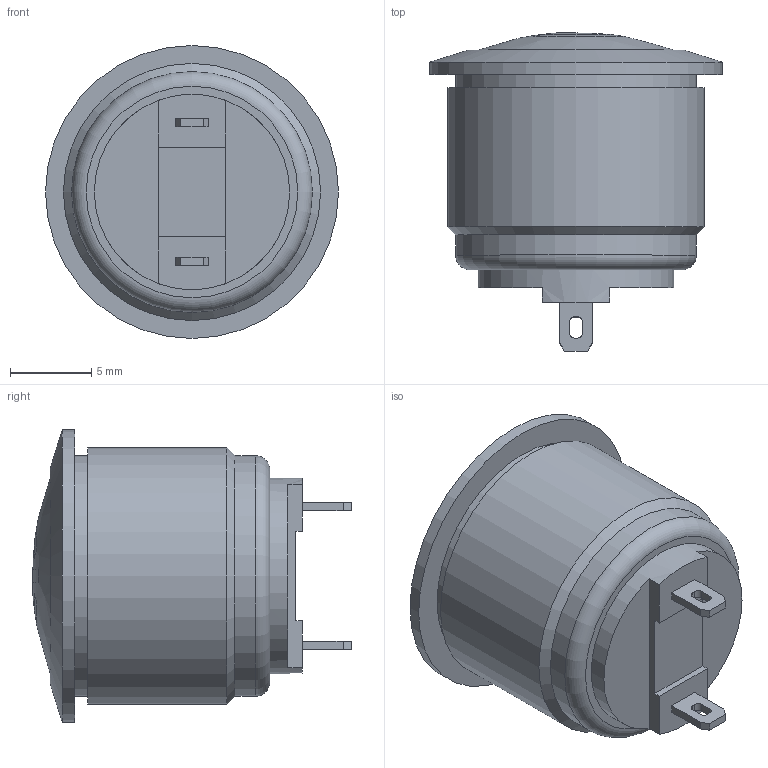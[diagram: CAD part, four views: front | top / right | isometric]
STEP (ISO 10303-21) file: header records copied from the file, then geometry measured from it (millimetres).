
FILE_DESCRIPTION(/* description */ (''),/* implementation_level */ '2;1');
FILE_NAME(/* name */ 'PV2S240xx-M01.stp',/* time_stamp */ '2018-09-13T14:34:29-05:00',/* author */ ('mroman'),/* organization */ (''),/* preprocessor_version */ 'ST-DEVELOPER v17',/* originating_system */ 'Autodesk Inventor 2018',/* authorisation */ '');
FILE_SCHEMA (('AUTOMOTIVE_DESIGN { 1 0 10303 214 3 1 1 }'));
Length unit declared in the file: millimetre
Products named in the file (1): PV2S240xx-M01
Bounding box: 18 x 19.57 x 18 mm (x, y, z)
Volume: 1768.3 mm3; surface area: 1831.7 mm2
Topology: 1 solids, 2 shells, 67 faces, 171 edges, 117 vertices
Faces by surface type: plane 43, cylinder 17, sphere 4, cone 2, torus 1
Full cylindrical faces by diameter (mm): 11 x1, 12 x2, 14.8 x2, 15.8 x1, 18 x1
Entity records: 2108 total; most frequent: DIRECTION 373, CARTESIAN_POINT 356, ORIENTED_EDGE 342, EDGE_CURVE 171, AXIS2_PLACEMENT_3D 134, VERTEX_POINT 117, LINE 105, VECTOR 105
